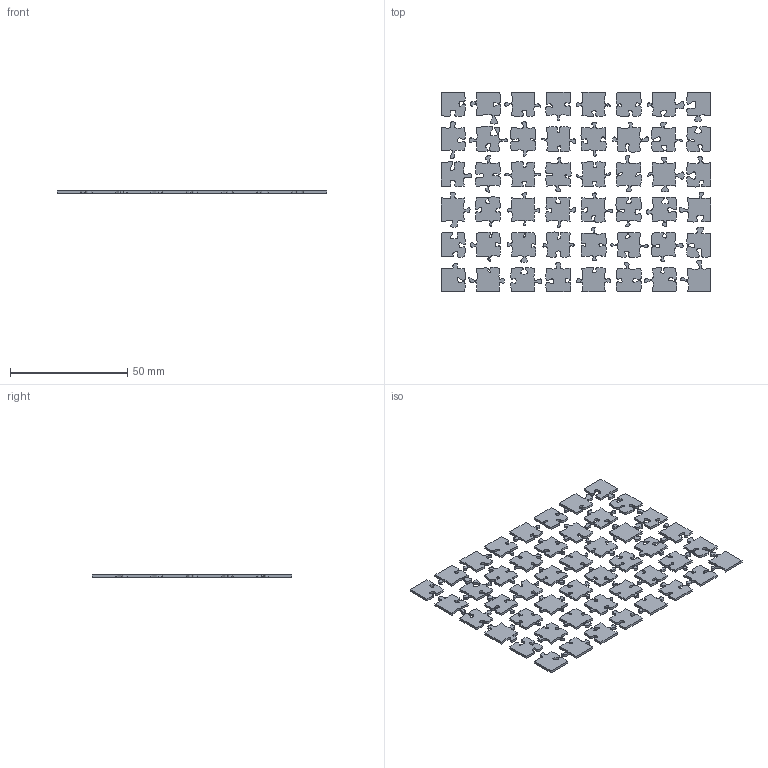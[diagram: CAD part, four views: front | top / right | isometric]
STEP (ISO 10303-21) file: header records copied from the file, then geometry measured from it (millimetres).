
FILE_DESCRIPTION(('HOOPS Exchange Step'),'2;1');
FILE_NAME('temp_export','2024-08-09T16:48:50+08:00',('sharma21'),('Shapr3D Limited'),'HOOPS Exchange 2024.2','Shapr3D','Authorized');
FILE_SCHEMA( ('AP242_MANAGED_MODEL_BASED_3D_ENGINEERING_MIM_LF {1 0 10303 442 1 1 4 }') );
Length unit declared in the file: millimetre
Products named in the file (1): root
Bounding box: 115 x 85 x 1 mm (x, y, z)
Volume: 4843.2 mm3; surface area: 12448.7 mm2
Topology: 48 solids, 48 shells, 288 faces, 576 edges, 384 vertices
Faces by surface type: bspline 164, plane 124
Entity records: 9601 total; most frequent: CARTESIAN_POINT 4710, ORIENTED_EDGE 1152, EDGE_CURVE 576, DIRECTION 500, VERTEX_POINT 384, B_SPLINE_CURVE_WITH_KNOTS 328, EDGE_LOOP 288, FACE_BOUND 288
